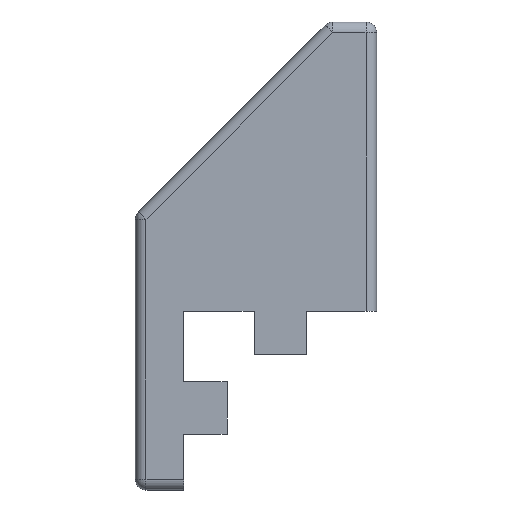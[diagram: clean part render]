
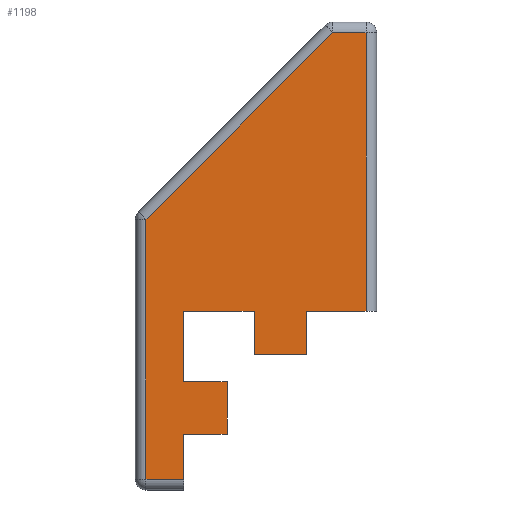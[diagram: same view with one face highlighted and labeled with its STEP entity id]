
A CAD part, left-side view. The second image highlights one B-rep face of the part: STEP entity #1198.
In plain terms, the highlighted planar face has unit normal (-1, 0, 0).
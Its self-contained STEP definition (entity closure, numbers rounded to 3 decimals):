
#38 = VERTEX_POINT ( 'NONE', #2307 ) ;
#47 = CARTESIAN_POINT ( 'NONE',  ( 122., 10., 2.7 ) ) ;
#68 = EDGE_CURVE ( 'NONE', #790, #317, #2555, .T. ) ;
#88 = VECTOR ( 'NONE', #234, 1000. ) ;
#123 = EDGE_CURVE ( 'NONE', #983, #2459, #1660, .T. ) ;
#175 = EDGE_CURVE ( 'NONE', #537, #1189, #1170, .T. ) ;
#234 = DIRECTION ( 'NONE',  ( 0., 0., 1. ) ) ;
#243 = VECTOR ( 'NONE', #244, 1000. ) ;
#244 = DIRECTION ( 'NONE',  ( 0., 0.707, -0.707 ) ) ;
#315 = CARTESIAN_POINT ( 'NONE',  ( 122., 10., -2.7 ) ) ;
#317 = VERTEX_POINT ( 'NONE', #2644 ) ;
#353 = CARTESIAN_POINT ( 'NONE',  ( 122., 5.5, -2.7 ) ) ;
#363 = LINE ( 'NONE', #1519, #1946 ) ;
#369 = ORIENTED_EDGE ( 'NONE', *, *, #467, .T. ) ;
#393 = DIRECTION ( 'NONE',  ( 0., 0., 1. ) ) ;
#405 = CARTESIAN_POINT ( 'NONE',  ( 122., -8.9, 0. ) ) ;
#435 = ORIENTED_EDGE ( 'NONE', *, *, #1555, .T. ) ;
#467 = EDGE_CURVE ( 'NONE', #1330, #537, #1983, .T. ) ;
#470 = CARTESIAN_POINT ( 'NONE',  ( 122., 0., -7.4 ) ) ;
#522 = EDGE_CURVE ( 'NONE', #1366, #624, #2032, .T. ) ;
#524 = VECTOR ( 'NONE', #1673, 1000. ) ;
#537 = VERTEX_POINT ( 'NONE', #2733 ) ;
#550 = LINE ( 'NONE', #1303, #2542 ) ;
#565 = VERTEX_POINT ( 'NONE', #1159 ) ;
#567 = ORIENTED_EDGE ( 'NONE', *, *, #175, .T. ) ;
#576 = CARTESIAN_POINT ( 'NONE',  ( 122., 5.5, -2.7 ) ) ;
#602 = EDGE_LOOP ( 'NONE', ( #870, #918, #2286, #1199, #2805, #2075, #1805, #1678, #369, #567, #1015, #2027, #2975, #435, #611 ) ) ;
#611 = ORIENTED_EDGE ( 'NONE', *, *, #2195, .T. ) ;
#624 = VERTEX_POINT ( 'NONE', #1221 ) ;
#637 = DIRECTION ( 'NONE',  ( 0., -1., 0. ) ) ;
#790 = VERTEX_POINT ( 'NONE', #2760 ) ;
#796 = CARTESIAN_POINT ( 'NONE',  ( 122., 13.9, 19.544 ) ) ;
#839 = DIRECTION ( 'NONE',  ( 0., 0., -1. ) ) ;
#870 = ORIENTED_EDGE ( 'NONE', *, *, #522, .T. ) ;
#907 = VECTOR ( 'NONE', #2096, 1000. ) ;
#918 = ORIENTED_EDGE ( 'NONE', *, *, #1391, .T. ) ;
#944 = VECTOR ( 'NONE', #2321, 1000. ) ;
#961 = CARTESIAN_POINT ( 'NONE',  ( 122., 2.7, 10. ) ) ;
#983 = VERTEX_POINT ( 'NONE', #796 ) ;
#1015 = ORIENTED_EDGE ( 'NONE', *, *, #1393, .T. ) ;
#1084 = PLANE ( 'NONE',  #1890 ) ;
#1094 = CARTESIAN_POINT ( 'NONE',  ( 122., 13.9, -7.4 ) ) ;
#1099 = LINE ( 'NONE', #1398, #88 ) ;
#1130 = VERTEX_POINT ( 'NONE', #1421 ) ;
#1145 = DIRECTION ( 'NONE',  ( 0., -1., 0. ) ) ;
#1150 = VECTOR ( 'NONE', #1145, 1000. ) ;
#1159 = CARTESIAN_POINT ( 'NONE',  ( 122., -2.7, 5.5 ) ) ;
#1170 = LINE ( 'NONE', #47, #524 ) ;
#1189 = VERTEX_POINT ( 'NONE', #1987 ) ;
#1198 = ADVANCED_FACE ( 'NONE', ( #2451 ), #1084, .F. ) ;
#1199 = ORIENTED_EDGE ( 'NONE', *, *, #2560, .T. ) ;
#1221 = CARTESIAN_POINT ( 'NONE',  ( 122., -8.9, 10. ) ) ;
#1255 = DIRECTION ( 'NONE',  ( 1., 0., 0. ) ) ;
#1303 = CARTESIAN_POINT ( 'NONE',  ( 122., -2.7, 5.5 ) ) ;
#1330 = VERTEX_POINT ( 'NONE', #576 ) ;
#1333 = EDGE_CURVE ( 'NONE', #2459, #38, #2689, .T. ) ;
#1334 = DIRECTION ( 'NONE',  ( 0., 0., 1. ) ) ;
#1366 = VERTEX_POINT ( 'NONE', #2499 ) ;
#1369 = DIRECTION ( 'NONE',  ( 0., 0., -1. ) ) ;
#1384 = CARTESIAN_POINT ( 'NONE',  ( 122., 10., 10. ) ) ;
#1389 = CARTESIAN_POINT ( 'NONE',  ( 122., 0., 38.9 ) ) ;
#1391 = EDGE_CURVE ( 'NONE', #624, #790, #1825, .T. ) ;
#1393 = EDGE_CURVE ( 'NONE', #1189, #1506, #1099, .T. ) ;
#1398 = CARTESIAN_POINT ( 'NONE',  ( 122., 10., 2.7 ) ) ;
#1412 = EDGE_CURVE ( 'NONE', #2757, #2224, #2532, .T. ) ;
#1421 = CARTESIAN_POINT ( 'NONE',  ( 122., 10., -2.7 ) ) ;
#1433 = DIRECTION ( 'NONE',  ( 0., 0., -1. ) ) ;
#1506 = VERTEX_POINT ( 'NONE', #1384 ) ;
#1519 = CARTESIAN_POINT ( 'NONE',  ( 122., 10., -2.7 ) ) ;
#1538 = CARTESIAN_POINT ( 'NONE',  ( 122., 2.7, 5.5 ) ) ;
#1555 = EDGE_CURVE ( 'NONE', #2224, #565, #2298, .T. ) ;
#1605 = CARTESIAN_POINT ( 'NONE',  ( 122., -2.7, 10. ) ) ;
#1660 = LINE ( 'NONE', #2834, #2325 ) ;
#1673 = DIRECTION ( 'NONE',  ( 0., 1., 0. ) ) ;
#1678 = ORIENTED_EDGE ( 'NONE', *, *, #2600, .T. ) ;
#1714 = DIRECTION ( 'NONE',  ( 0., -1., 0. ) ) ;
#1805 = ORIENTED_EDGE ( 'NONE', *, *, #2634, .T. ) ;
#1825 = LINE ( 'NONE', #405, #2873 ) ;
#1854 = CARTESIAN_POINT ( 'NONE',  ( 122., 2.7, 5.5 ) ) ;
#1890 = AXIS2_PLACEMENT_3D ( 'NONE', #2422, #1255, #839 ) ;
#1892 = DIRECTION ( 'NONE',  ( 0., -1., 0. ) ) ;
#1946 = VECTOR ( 'NONE', #393, 1000. ) ;
#1955 = DIRECTION ( 'NONE',  ( 0., 0., 1. ) ) ;
#1983 = LINE ( 'NONE', #353, #2778 ) ;
#1987 = CARTESIAN_POINT ( 'NONE',  ( 122., 10., 2.7 ) ) ;
#2027 = ORIENTED_EDGE ( 'NONE', *, *, #2139, .T. ) ;
#2032 = LINE ( 'NONE', #1605, #1150 ) ;
#2065 = LINE ( 'NONE', #2299, #243 ) ;
#2075 = ORIENTED_EDGE ( 'NONE', *, *, #1333, .T. ) ;
#2096 = DIRECTION ( 'NONE',  ( 0., -1., 0. ) ) ;
#2139 = EDGE_CURVE ( 'NONE', #1506, #2757, #2586, .T. ) ;
#2195 = EDGE_CURVE ( 'NONE', #565, #1366, #550, .T. ) ;
#2224 = VERTEX_POINT ( 'NONE', #2956 ) ;
#2286 = ORIENTED_EDGE ( 'NONE', *, *, #68, .T. ) ;
#2298 = LINE ( 'NONE', #1538, #907 ) ;
#2299 = CARTESIAN_POINT ( 'NONE',  ( 122., 16.722, 16.722 ) ) ;
#2307 = CARTESIAN_POINT ( 'NONE',  ( 122., 10., -7.4 ) ) ;
#2321 = DIRECTION ( 'NONE',  ( 0., 1., 0. ) ) ;
#2325 = VECTOR ( 'NONE', #1433, 1000. ) ;
#2341 = CARTESIAN_POINT ( 'NONE',  ( 122., 10., 10. ) ) ;
#2346 = VECTOR ( 'NONE', #1714, 1000. ) ;
#2422 = CARTESIAN_POINT ( 'NONE',  ( 122., 0., 0. ) ) ;
#2451 = FACE_OUTER_BOUND ( 'NONE', #602, .T. ) ;
#2459 = VERTEX_POINT ( 'NONE', #1094 ) ;
#2499 = CARTESIAN_POINT ( 'NONE',  ( 122., -2.7, 10. ) ) ;
#2532 = LINE ( 'NONE', #1854, #2980 ) ;
#2542 = VECTOR ( 'NONE', #2650, 1000. ) ;
#2555 = LINE ( 'NONE', #1389, #944 ) ;
#2560 = EDGE_CURVE ( 'NONE', #317, #983, #2065, .T. ) ;
#2586 = LINE ( 'NONE', #2341, #2785 ) ;
#2600 = EDGE_CURVE ( 'NONE', #1130, #1330, #2779, .T. ) ;
#2634 = EDGE_CURVE ( 'NONE', #38, #1130, #363, .T. ) ;
#2644 = CARTESIAN_POINT ( 'NONE',  ( 122., -5.456, 38.9 ) ) ;
#2650 = DIRECTION ( 'NONE',  ( 0., 0., 1. ) ) ;
#2689 = LINE ( 'NONE', #470, #3031 ) ;
#2733 = CARTESIAN_POINT ( 'NONE',  ( 122., 5.5, 2.7 ) ) ;
#2757 = VERTEX_POINT ( 'NONE', #961 ) ;
#2760 = CARTESIAN_POINT ( 'NONE',  ( 122., -8.9, 38.9 ) ) ;
#2778 = VECTOR ( 'NONE', #1955, 1000. ) ;
#2779 = LINE ( 'NONE', #315, #2346 ) ;
#2785 = VECTOR ( 'NONE', #1892, 1000. ) ;
#2805 = ORIENTED_EDGE ( 'NONE', *, *, #123, .T. ) ;
#2834 = CARTESIAN_POINT ( 'NONE',  ( 122., 13.9, 0. ) ) ;
#2873 = VECTOR ( 'NONE', #1334, 1000. ) ;
#2956 = CARTESIAN_POINT ( 'NONE',  ( 122., 2.7, 5.5 ) ) ;
#2975 = ORIENTED_EDGE ( 'NONE', *, *, #1412, .T. ) ;
#2980 = VECTOR ( 'NONE', #1369, 1000. ) ;
#3031 = VECTOR ( 'NONE', #637, 1000. ) ;
